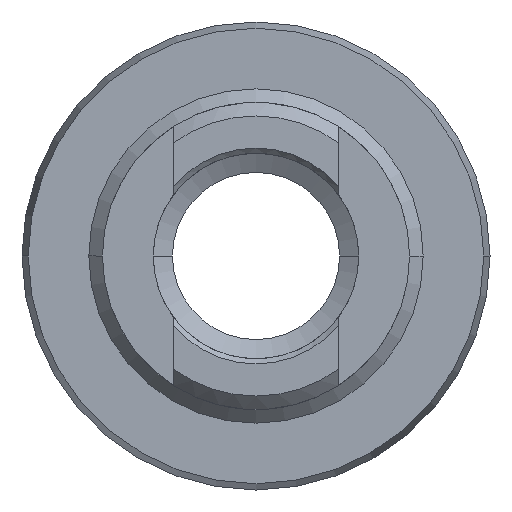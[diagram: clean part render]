
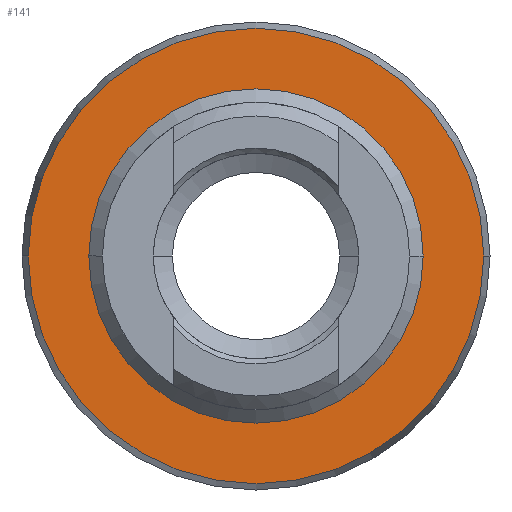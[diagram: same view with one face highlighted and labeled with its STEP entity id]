
A CAD part, front view. The second image highlights one B-rep face of the part: STEP entity #141.
In plain terms, the highlighted planar face has unit normal (0, -1, 0).
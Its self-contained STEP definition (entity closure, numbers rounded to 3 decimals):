
#141=ADVANCED_FACE('',(#284,#285),#286,.T.);
#284=FACE_OUTER_BOUND('',#431,.T.);
#285=FACE_BOUND('',#432,.T.);
#286=PLANE('',#433);
#431=EDGE_LOOP('',(#776,#777));
#432=EDGE_LOOP('',(#778,#779));
#433=AXIS2_PLACEMENT_3D('',#780,#781,#782);
#776=ORIENTED_EDGE('',*,*,#984,.T.);
#777=ORIENTED_EDGE('',*,*,#872,.T.);
#778=ORIENTED_EDGE('',*,*,#864,.T.);
#779=ORIENTED_EDGE('',*,*,#985,.T.);
#780=CARTESIAN_POINT('',(0.0,45.0,0.0));
#781=DIRECTION('',(0.0,-1.0,0.0));
#782=DIRECTION('',(-1.0,0.0,0.0));
#864=EDGE_CURVE('',#1017,#1021,#1023,.T.);
#872=EDGE_CURVE('',#1036,#1034,#1037,.T.);
#984=EDGE_CURVE('',#1034,#1036,#1197,.T.);
#985=EDGE_CURVE('',#1021,#1017,#1198,.T.);
#1017=VERTEX_POINT('',#1234);
#1021=VERTEX_POINT('',#1239);
#1023=CIRCLE('',#1242,9.188);
#1034=VERTEX_POINT('',#1255);
#1036=VERTEX_POINT('',#1258);
#1037=CIRCLE('',#1259,13.625);
#1197=CIRCLE('',#1528,13.625);
#1198=CIRCLE('',#1529,9.188);
#1234=CARTESIAN_POINT('',(9.188,45.0,0.0));
#1239=CARTESIAN_POINT('',(-9.188,45.0,0.));
#1242=AXIS2_PLACEMENT_3D('',#1562,#1563,#1564);
#1255=CARTESIAN_POINT('',(13.625,45.0,0.0));
#1258=CARTESIAN_POINT('',(-13.625,45.0,0.));
#1259=AXIS2_PLACEMENT_3D('',#1574,#1575,#1576);
#1528=AXIS2_PLACEMENT_3D('',#1716,#1717,#1718);
#1529=AXIS2_PLACEMENT_3D('',#1719,#1720,#1721);
#1562=CARTESIAN_POINT('',(0.0,45.0,0.0));
#1563=DIRECTION('',(-0.0,1.0,0.0));
#1564=DIRECTION('',(1.0,0.0,0.0));
#1574=CARTESIAN_POINT('',(0.,45.0,0.0));
#1575=DIRECTION('',(0.0,-1.0,0.0));
#1576=DIRECTION('',(1.0,0.0,0.0));
#1716=CARTESIAN_POINT('',(0.,45.0,0.0));
#1717=DIRECTION('',(0.0,-1.0,0.0));
#1718=DIRECTION('',(1.0,0.0,0.0));
#1719=CARTESIAN_POINT('',(0.0,45.0,0.0));
#1720=DIRECTION('',(-0.0,1.0,0.0));
#1721=DIRECTION('',(1.0,0.0,0.0));
